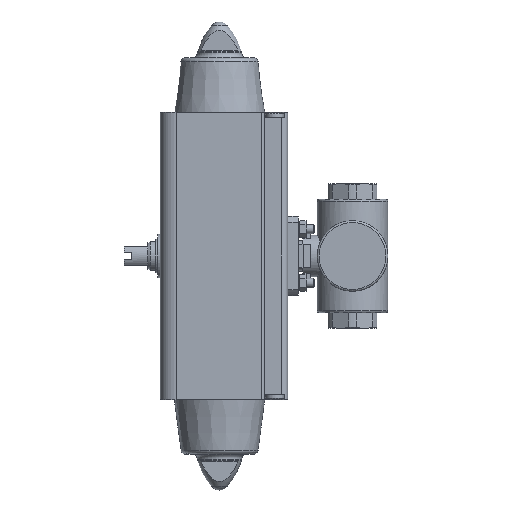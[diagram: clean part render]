
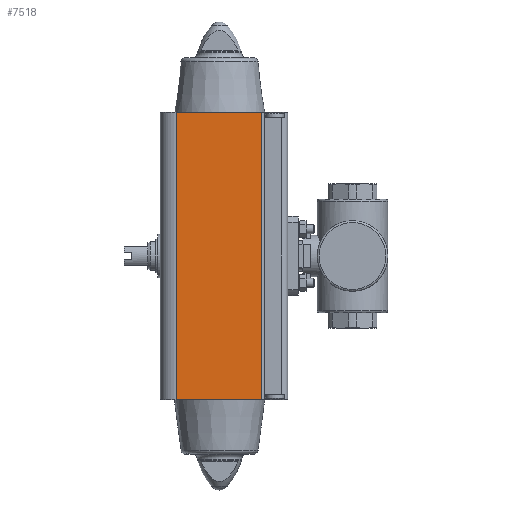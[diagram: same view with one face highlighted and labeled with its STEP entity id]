
A CAD part, left-side view. The second image highlights one B-rep face of the part: STEP entity #7518.
In plain terms, the highlighted planar face has unit normal (-1, 0, 0).
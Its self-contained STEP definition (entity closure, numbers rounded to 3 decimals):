
#1833=ORIENTED_EDGE('',*,*,#3371,.T.);
#1834=ORIENTED_EDGE('',*,*,#3410,.F.);
#1835=ORIENTED_EDGE('',*,*,#3396,.F.);
#1836=ORIENTED_EDGE('',*,*,#3411,.T.);
#3371=EDGE_CURVE('',#4251,#4250,#4915,.T.);
#3396=EDGE_CURVE('',#4269,#4270,#4929,.T.);
#3410=EDGE_CURVE('',#4270,#4250,#4930,.T.);
#3411=EDGE_CURVE('',#4269,#4251,#4931,.T.);
#4250=VERTEX_POINT('',#12248);
#4251=VERTEX_POINT('',#12250);
#4269=VERTEX_POINT('',#12296);
#4270=VERTEX_POINT('',#12298);
#4915=LINE('',#12249,#5515);
#4929=LINE('',#12297,#5529);
#4930=LINE('',#12383,#5530);
#4931=LINE('',#12384,#5531);
#5515=VECTOR('',#9746,1000.);
#5529=VECTOR('',#9790,1000.);
#5530=VECTOR('',#9815,1000.);
#5531=VECTOR('',#9816,1000.);
#6062=EDGE_LOOP('',(#1833,#1834,#1835,#1836));
#6687=FACE_BOUND('',#6062,.T.);
#7178=PLANE('',#8263);
#7518=ADVANCED_FACE('',(#6687),#7178,.F.);
#8263=AXIS2_PLACEMENT_3D('',#12382,#9813,#9814);
#9746=DIRECTION('',(0.,-1.,0.));
#9790=DIRECTION('',(0.,-1.,0.));
#9813=DIRECTION('',(1.,0.,0.));
#9814=DIRECTION('',(0.,0.,-1.));
#9815=DIRECTION('',(0.,0.,-1.));
#9816=DIRECTION('',(0.,0.,-1.));
#12248=CARTESIAN_POINT('',(-32.7,-23.516,-79.6));
#12249=CARTESIAN_POINT('',(-32.7,23.9,-79.6));
#12250=CARTESIAN_POINT('',(-32.7,23.9,-79.6));
#12296=CARTESIAN_POINT('',(-32.7,23.9,79.6));
#12297=CARTESIAN_POINT('',(-32.7,23.9,79.6));
#12298=CARTESIAN_POINT('',(-32.7,-23.516,79.6));
#12382=CARTESIAN_POINT('',(-32.7,23.9,79.6));
#12383=CARTESIAN_POINT('',(-32.7,-23.516,79.6));
#12384=CARTESIAN_POINT('',(-32.7,23.9,79.6));
